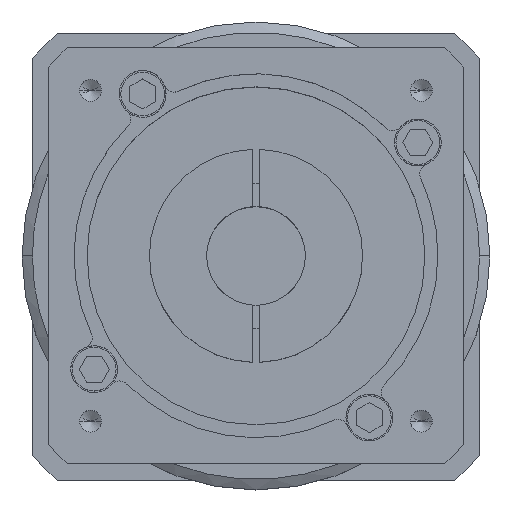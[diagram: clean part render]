
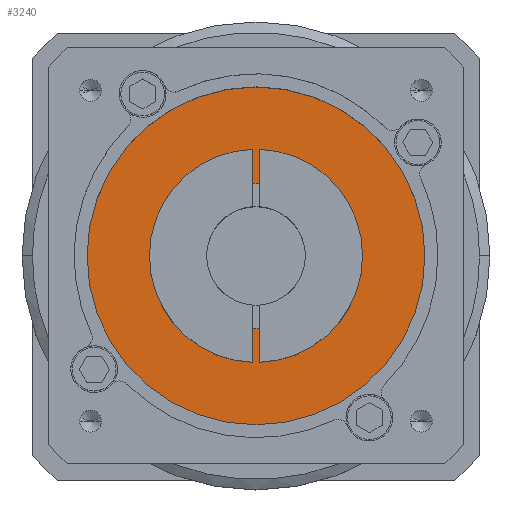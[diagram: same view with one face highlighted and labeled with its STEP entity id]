
A CAD part, top view. The second image highlights one B-rep face of the part: STEP entity #3240.
In plain terms, the highlighted planar face has unit normal (0, 0, 1).
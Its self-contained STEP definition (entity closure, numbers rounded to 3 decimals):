
#8 = EDGE_CURVE ( 'NONE', #376, #1466, #1223, .T. ) ;
#114 = CIRCLE ( 'NONE', #3849, 14. ) ;
#307 = EDGE_CURVE ( 'NONE', #1874, #5269, #628, .T. ) ;
#356 = DIRECTION ( 'NONE',  ( 1., 0., 0. ) ) ;
#376 = VERTEX_POINT ( 'NONE', #830 ) ;
#388 = DIRECTION ( 'NONE',  ( 0., 0., 1. ) ) ;
#415 = CARTESIAN_POINT ( 'NONE',  ( 0., 0., 107. ) ) ;
#564 = CARTESIAN_POINT ( 'NONE',  ( -32.5, 0., 107. ) ) ;
#628 = CIRCLE ( 'NONE', #4279, 32.5 ) ;
#830 = CARTESIAN_POINT ( 'NONE',  ( -14., 0., 107. ) ) ;
#862 = CIRCLE ( 'NONE', #2185, 32.5 ) ;
#1223 = CIRCLE ( 'NONE', #2588, 14. ) ;
#1466 = VERTEX_POINT ( 'NONE', #6806 ) ;
#1492 = PLANE ( 'NONE',  #2585 ) ;
#1586 = EDGE_LOOP ( 'NONE', ( #1878, #5893 ) ) ;
#1701 = DIRECTION ( 'NONE',  ( 1., 0., 0. ) ) ;
#1750 = DIRECTION ( 'NONE',  ( 0., 0., 1. ) ) ;
#1821 = CARTESIAN_POINT ( 'NONE',  ( 0., 0., 107. ) ) ;
#1874 = VERTEX_POINT ( 'NONE', #564 ) ;
#1878 = ORIENTED_EDGE ( 'NONE', *, *, #8, .F. ) ;
#2185 = AXIS2_PLACEMENT_3D ( 'NONE', #415, #388, #356 ) ;
#2246 = EDGE_CURVE ( 'NONE', #5269, #1874, #862, .T. ) ;
#2468 = FACE_OUTER_BOUND ( 'NONE', #3053, .T. ) ;
#2536 = CARTESIAN_POINT ( 'NONE',  ( 0., 0., 107. ) ) ;
#2563 = DIRECTION ( 'NONE',  ( 0., 0., 1. ) ) ;
#2585 = AXIS2_PLACEMENT_3D ( 'NONE', #2536, #6232, #3062 ) ;
#2588 = AXIS2_PLACEMENT_3D ( 'NONE', #1821, #1750, #1701 ) ;
#3053 = EDGE_LOOP ( 'NONE', ( #3430, #5356 ) ) ;
#3062 = DIRECTION ( 'NONE',  ( 1., 0., 0. ) ) ;
#3240 = ADVANCED_FACE ( 'NONE', ( #2468, #6370 ), #1492, .T. ) ;
#3430 = ORIENTED_EDGE ( 'NONE', *, *, #2246, .T. ) ;
#3474 = DIRECTION ( 'NONE',  ( 0., 0., 1. ) ) ;
#3494 = DIRECTION ( 'NONE',  ( 1., 0., 0. ) ) ;
#3849 = AXIS2_PLACEMENT_3D ( 'NONE', #5725, #2563, #6266 ) ;
#3975 = CARTESIAN_POINT ( 'NONE',  ( 0., 0., 107. ) ) ;
#4279 = AXIS2_PLACEMENT_3D ( 'NONE', #3975, #3474, #3494 ) ;
#4940 = CARTESIAN_POINT ( 'NONE',  ( 32.5, 0., 107. ) ) ;
#5269 = VERTEX_POINT ( 'NONE', #4940 ) ;
#5356 = ORIENTED_EDGE ( 'NONE', *, *, #307, .T. ) ;
#5467 = EDGE_CURVE ( 'NONE', #1466, #376, #114, .T. ) ;
#5725 = CARTESIAN_POINT ( 'NONE',  ( 0., 0., 107. ) ) ;
#5893 = ORIENTED_EDGE ( 'NONE', *, *, #5467, .F. ) ;
#6232 = DIRECTION ( 'NONE',  ( 0., 0., 1. ) ) ;
#6266 = DIRECTION ( 'NONE',  ( 1., 0., 0. ) ) ;
#6370 = FACE_BOUND ( 'NONE', #1586, .T. ) ;
#6806 = CARTESIAN_POINT ( 'NONE',  ( 14., 0., 107. ) ) ;
